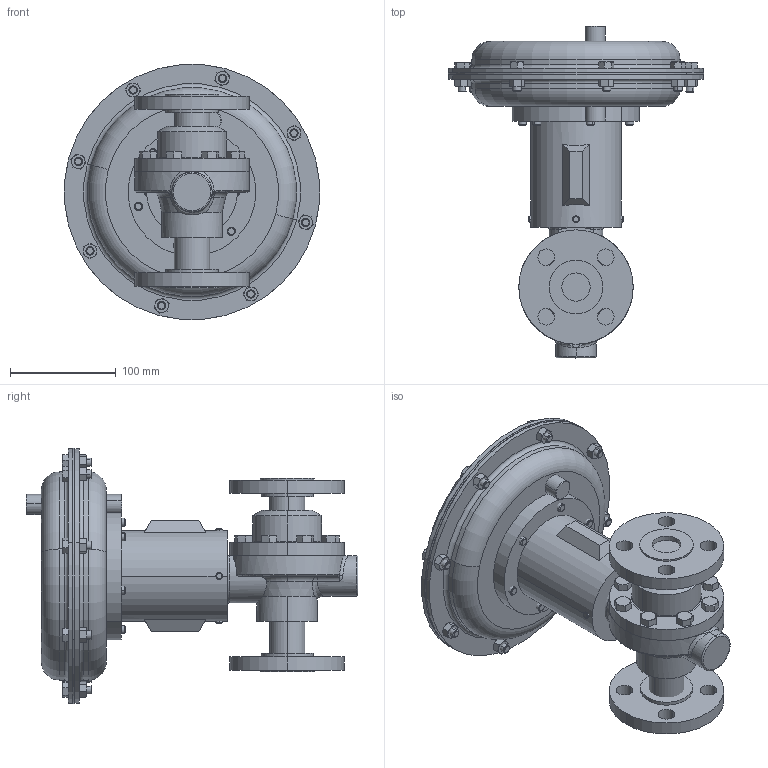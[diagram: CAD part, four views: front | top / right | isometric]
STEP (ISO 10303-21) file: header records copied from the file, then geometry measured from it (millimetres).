
FILE_DESCRIPTION (( 'STEP AP203' ), '1' );
FILE_NAME ('70-100-CS+S6-F5-35M.STEP', '2017-08-24T14:44:02', ( '' ), ( '' ), 'SwSTEP 2.0', 'SolidWorks 2014', '' );
FILE_SCHEMA (( 'CONFIG_CONTROL_DESIGN' ));
Length unit declared in the file: inch
Products named in the file (1): 70-100-CS+S6-F5-35M
Bounding box: 240.92 x 313.22 x 240.92 mm (x, y, z)
Volume: 4038036.5 mm3; surface area: 549562.7 mm2
Topology: 51 solids, 51 shells, 862 faces, 1809 edges, 1078 vertices
Faces by surface type: plane 354, cone 339, cylinder 138, torus 23, bspline 6, sphere 2
Entity records: 25493 total; most frequent: CARTESIAN_POINT 7759, DIRECTION 3620, ORIENTED_EDGE 3594, EDGE_CURVE 1797, AXIS2_PLACEMENT_3D 1507, VERTEX_POINT 1078, EDGE_LOOP 919, FACE_OUTER_BOUND 862
